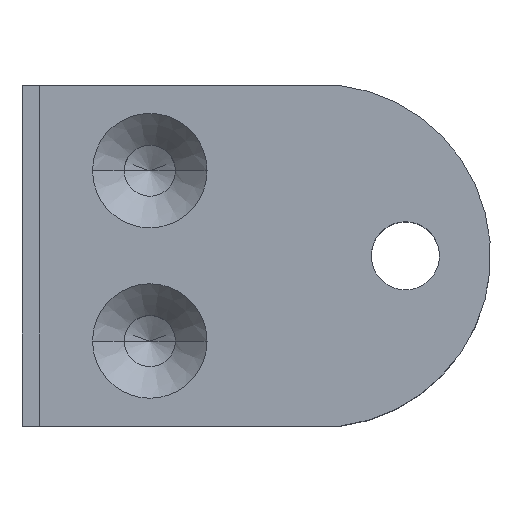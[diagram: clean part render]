
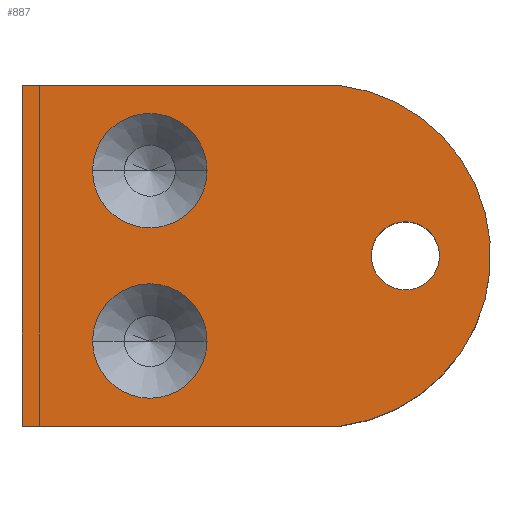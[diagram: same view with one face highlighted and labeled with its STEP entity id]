
A CAD part, top view. The second image highlights one B-rep face of the part: STEP entity #887.
In plain terms, the highlighted planar face has unit normal (0, 0, 1).
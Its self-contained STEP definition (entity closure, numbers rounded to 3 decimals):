
#46=DIRECTION('',(0.,1.,0.));
#47=VECTOR('',#46,40.);
#48=CARTESIAN_POINT('',(-30.,-20.,0.));
#49=LINE('',#48,#47);
#50=DIRECTION('',(-1.,0.,0.));
#51=VECTOR('',#50,37.26);
#52=CARTESIAN_POINT('',(7.26,20.,0.));
#53=LINE('',#52,#51);
#54=CARTESIAN_POINT('',(4.856,0.,0.));
#55=DIRECTION('',(0.,0.,1.));
#56=DIRECTION('',(0.119,-0.993,0.));
#57=AXIS2_PLACEMENT_3D('',#54,#55,#56);
#59=DIRECTION('',(1.,0.,0.));
#60=VECTOR('',#59,37.26);
#61=CARTESIAN_POINT('',(-30.,-20.,0.));
#62=LINE('',#61,#60);
#63=CARTESIAN_POINT('',(-15.,10.,0.));
#64=DIRECTION('',(0.,0.,1.));
#65=DIRECTION('',(-1.,0.,0.));
#66=AXIS2_PLACEMENT_3D('',#63,#64,#65);
#68=CARTESIAN_POINT('',(-15.,10.,0.));
#69=DIRECTION('',(0.,0.,1.));
#70=DIRECTION('',(1.,0.,0.));
#71=AXIS2_PLACEMENT_3D('',#68,#69,#70);
#73=CARTESIAN_POINT('',(-15.,-10.,0.));
#74=DIRECTION('',(0.,0.,1.));
#75=DIRECTION('',(-1.,0.,0.));
#76=AXIS2_PLACEMENT_3D('',#73,#74,#75);
#78=CARTESIAN_POINT('',(-15.,-10.,0.));
#79=DIRECTION('',(0.,0.,1.));
#80=DIRECTION('',(1.,0.,0.));
#81=AXIS2_PLACEMENT_3D('',#78,#79,#80);
#83=CARTESIAN_POINT('',(15.,0.,0.));
#84=DIRECTION('',(0.,0.,1.));
#85=DIRECTION('',(1.,0.,0.));
#86=AXIS2_PLACEMENT_3D('',#83,#84,#85);
#88=CARTESIAN_POINT('',(15.,0.,0.));
#89=DIRECTION('',(0.,0.,1.));
#90=DIRECTION('',(-1.,0.,0.));
#91=AXIS2_PLACEMENT_3D('',#88,#89,#90);
#700=CARTESIAN_POINT('',(-21.72,10.,0.));
#701=CARTESIAN_POINT('',(-8.28,10.,0.));
#702=VERTEX_POINT('',#700);
#703=VERTEX_POINT('',#701);
#714=CARTESIAN_POINT('',(-21.72,-10.,0.));
#715=CARTESIAN_POINT('',(-8.28,-10.,0.));
#716=VERTEX_POINT('',#714);
#717=VERTEX_POINT('',#715);
#718=CARTESIAN_POINT('',(-30.,-20.,0.));
#719=CARTESIAN_POINT('',(-30.,20.,0.));
#720=VERTEX_POINT('',#718);
#721=VERTEX_POINT('',#719);
#726=CARTESIAN_POINT('',(7.26,-20.,0.));
#727=VERTEX_POINT('',#726);
#728=CARTESIAN_POINT('',(7.26,20.,0.));
#729=VERTEX_POINT('',#728);
#838=CARTESIAN_POINT('',(19.,0.,0.));
#839=CARTESIAN_POINT('',(11.,0.,0.));
#840=VERTEX_POINT('',#838);
#841=VERTEX_POINT('',#839);
#854=CARTESIAN_POINT('',(0.,0.,0.));
#855=DIRECTION('',(0.,0.,1.));
#856=DIRECTION('',(1.,0.,0.));
#857=AXIS2_PLACEMENT_3D('',#854,#855,#856);
#858=PLANE('',#857);
#860=ORIENTED_EDGE('',*,*,#859,.T.);
#862=ORIENTED_EDGE('',*,*,#861,.F.);
#864=ORIENTED_EDGE('',*,*,#863,.F.);
#866=ORIENTED_EDGE('',*,*,#865,.F.);
#867=EDGE_LOOP('',(#860,#862,#864,#866));
#868=FACE_OUTER_BOUND('',#867,.F.);
#870=ORIENTED_EDGE('',*,*,#869,.T.);
#872=ORIENTED_EDGE('',*,*,#871,.T.);
#873=EDGE_LOOP('',(#870,#872));
#874=FACE_BOUND('',#873,.F.);
#876=ORIENTED_EDGE('',*,*,#875,.T.);
#878=ORIENTED_EDGE('',*,*,#877,.T.);
#879=EDGE_LOOP('',(#876,#878));
#880=FACE_BOUND('',#879,.F.);
#882=ORIENTED_EDGE('',*,*,#881,.T.);
#884=ORIENTED_EDGE('',*,*,#883,.T.);
#885=EDGE_LOOP('',(#882,#884));
#886=FACE_BOUND('',#885,.F.);
#887=ADVANCED_FACE('',(#868,#874,#880,#886),#858,.T.);
#58=CIRCLE('',#57,20.144);
#67=CIRCLE('',#66,6.72);
#72=CIRCLE('',#71,6.72);
#77=CIRCLE('',#76,6.72);
#82=CIRCLE('',#81,6.72);
#87=CIRCLE('',#86,4.);
#92=CIRCLE('',#91,4.);
#859=EDGE_CURVE('',#720,#721,#49,.T.);
#861=EDGE_CURVE('',#729,#721,#53,.T.);
#863=EDGE_CURVE('',#727,#729,#58,.T.);
#865=EDGE_CURVE('',#720,#727,#62,.T.);
#869=EDGE_CURVE('',#702,#703,#67,.T.);
#871=EDGE_CURVE('',#703,#702,#72,.T.);
#875=EDGE_CURVE('',#716,#717,#77,.T.);
#877=EDGE_CURVE('',#717,#716,#82,.T.);
#881=EDGE_CURVE('',#840,#841,#87,.T.);
#883=EDGE_CURVE('',#841,#840,#92,.T.);
